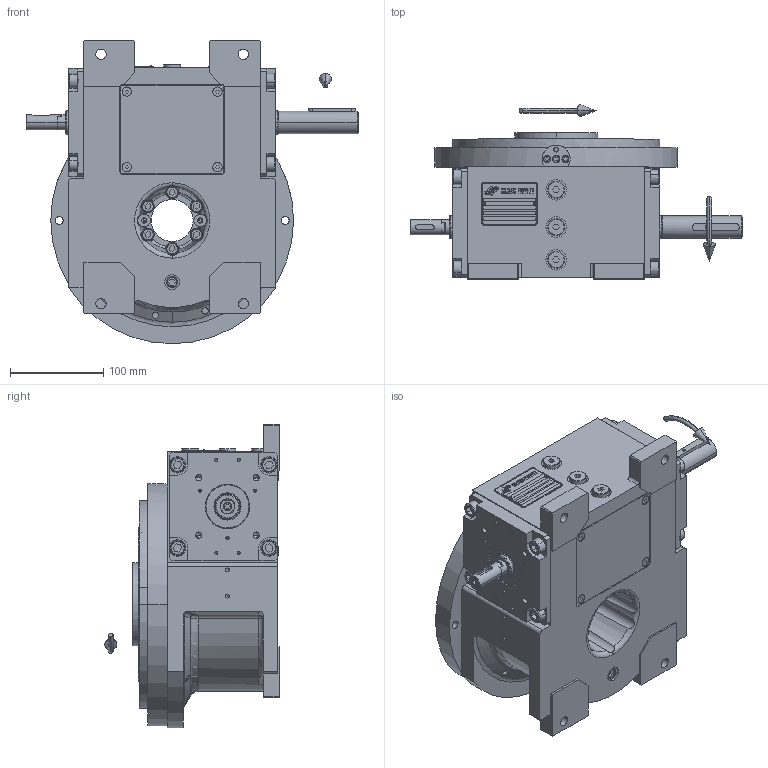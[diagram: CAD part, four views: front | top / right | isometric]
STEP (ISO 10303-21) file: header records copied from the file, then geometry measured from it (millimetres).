
FILE_DESCRIPTION (( 'STEP AP203' ), '1' );
FILE_NAME ('PC5200583.step', '2024-09-03T07:15:10', ( '' ), ( '' ), 'SwSTEP 2.0', 'SolidWorks 2020', '' );
FILE_SCHEMA (( 'CONFIG_CONTROL_DESIGN' ));
Length unit declared in the file: millimetre
Products named in the file (79): rig06_005_n_02; cfn2003_01_054; cfn2000_01_161; cfn2000_01_124; cfn2000_01_103; AS_rig06_002_bl_001; rig06_007_master; cfn2000_01_126; cfn2104_01_016; cfn2155_01_056; rig06_017; rig06_004_s_001; rig06_016; cfn2158_01_011; AS_rig06_004_s_001; cfn2151_01_109; freccia_angolare; CFN2000_01_185.stp; cfn2276_01_074; cfn2158_01_010; CFN2223_01-570X6-B.stp; AS_rig06_017; cfn2476_01_002_60x46; CFN2010_01_012.stp; rig06_001_a; CFN2010_02_002.stp; CFN2104_02_017.stp; cfn2128_04_004; AS_rig06_016; olio_agip_blasia_150; rig06_002_bl_001; RIG06_005_S_002_ASM.stp; cfn2155_01_303; rig06_003_12; cfn2205_01_013; AS_rig06_071_12_m_n_03; cfn2128_19_002; RIG06_021_AF1.stp; PC5200583; 900_38_30_003 ...
Assembly tree (71 placements, depth 5):
  rig06_007_master
  cfn2151_01_109
  cfn2276_01_074
  cfn2158_01_010
  CFN2223_01-570X6-B.stp
Bounding box: 355.5 x 187 x 325 mm (x, y, z)
Volume: 2604735.9 mm3; surface area: 790293.7 mm2
Topology: 62 solids, 62 shells, 2015 faces, 5005 edges, 3212 vertices
Faces by surface type: plane 1022, cylinder 652, cone 311, torus 18, bspline 6, sphere 6
Entity records: 69250 total; most frequent: CARTESIAN_POINT 15216, DIRECTION 9644, ORIENTED_EDGE 9290, EDGE_CURVE 4645, AXIS2_PLACEMENT_3D 3329, VERTEX_POINT 3031, LINE 2986, VECTOR 2986
